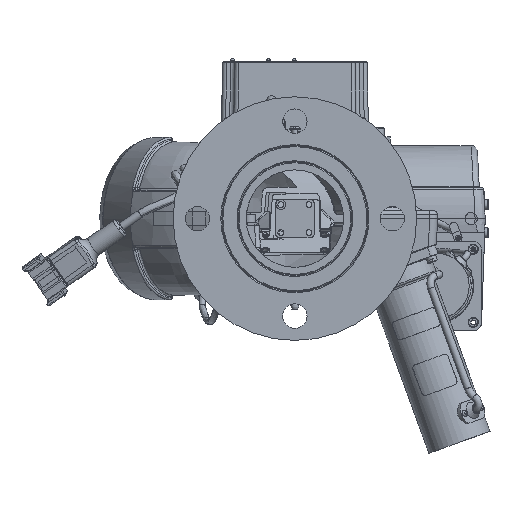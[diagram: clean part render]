
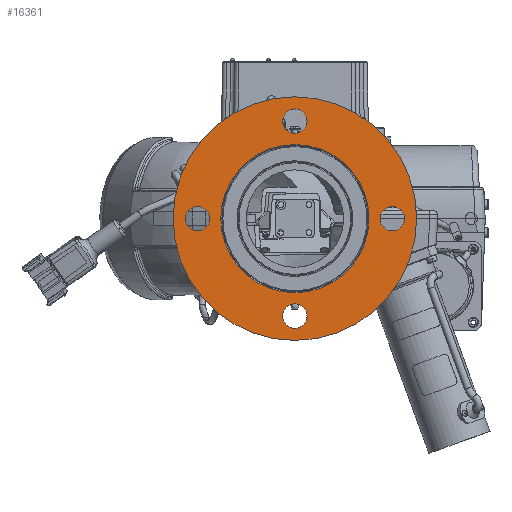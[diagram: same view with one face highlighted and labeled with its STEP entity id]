
A CAD part, front view. The second image highlights one B-rep face of the part: STEP entity #16361.
In plain terms, the highlighted planar face has unit normal (0, -1, 0).
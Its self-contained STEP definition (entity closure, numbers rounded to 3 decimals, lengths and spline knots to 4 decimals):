
#2003 = CIRCLE ( 'NONE', #70139, 0.375 ) ;
#3498 = DIRECTION ( 'NONE',  ( 1., 0., 0. ) ) ;
#4907 = ORIENTED_EDGE ( 'NONE', *, *, #78426, .T. ) ;
#6094 = CIRCLE ( 'NONE', #52861, 0.375 ) ;
#6323 = CIRCLE ( 'NONE', #72494, 0.375 ) ;
#6884 = AXIS2_PLACEMENT_3D ( 'NONE', #104846, #21307, #76829 ) ;
#7662 = CARTESIAN_POINT ( 'NONE',  ( 0., -6.0145, -3. ) ) ;
#7896 = VERTEX_POINT ( 'NONE', #81098 ) ;
#7984 = CIRCLE ( 'NONE', #23547, 3.75 ) ;
#9100 = AXIS2_PLACEMENT_3D ( 'NONE', #40984, #104411, #11740 ) ;
#11740 = DIRECTION ( 'NONE',  ( -1., 0., 0. ) ) ;
#14429 = DIRECTION ( 'NONE',  ( 0., -1., 0. ) ) ;
#16361 = ADVANCED_FACE ( 'NONE', ( #103817, #77008, #95873, #67236, #30634, #86747 ), #68439, .F. ) ;
#20209 = DIRECTION ( 'NONE',  ( 0., 1., 0. ) ) ;
#21139 = EDGE_CURVE ( 'NONE', #30378, #30378, #2003, .T. ) ;
#21307 = DIRECTION ( 'NONE',  ( 0., 1., 0. ) ) ;
#22585 = VERTEX_POINT ( 'NONE', #59794 ) ;
#22746 = AXIS2_PLACEMENT_3D ( 'NONE', #29375, #20209, #96413 ) ;
#23547 = AXIS2_PLACEMENT_3D ( 'NONE', #107101, #14429, #3498 ) ;
#24974 = VERTEX_POINT ( 'NONE', #107903 ) ;
#25647 = EDGE_CURVE ( 'NONE', #98603, #98603, #7984, .T. ) ;
#26056 = CARTESIAN_POINT ( 'NONE',  ( -3., -6.0145, 0. ) ) ;
#27261 = DIRECTION ( 'NONE',  ( 0., 1., 0. ) ) ;
#29375 = CARTESIAN_POINT ( 'NONE',  ( 0., -6.0145, 0. ) ) ;
#30378 = VERTEX_POINT ( 'NONE', #51088 ) ;
#30634 = FACE_BOUND ( 'NONE', #114977, .T. ) ;
#32367 = CIRCLE ( 'NONE', #22746, 2.281 ) ;
#35260 = CARTESIAN_POINT ( 'NONE',  ( 0., -6.0145, 3. ) ) ;
#38345 = ORIENTED_EDGE ( 'NONE', *, *, #21139, .T. ) ;
#40984 = CARTESIAN_POINT ( 'NONE',  ( 0., -6.0145, 0. ) ) ;
#45030 = DIRECTION ( 'NONE',  ( -1., 0., 0. ) ) ;
#51088 = CARTESIAN_POINT ( 'NONE',  ( -0.375, -6.0145, -3. ) ) ;
#52861 = AXIS2_PLACEMENT_3D ( 'NONE', #26056, #27261, #119334 ) ;
#59794 = CARTESIAN_POINT ( 'NONE',  ( -0.375, -6.0145, 3. ) ) ;
#62065 = VERTEX_POINT ( 'NONE', #98018 ) ;
#67236 = FACE_BOUND ( 'NONE', #71151, .T. ) ;
#68439 = PLANE ( 'NONE',  #9100 ) ;
#68902 = ORIENTED_EDGE ( 'NONE', *, *, #88031, .T. ) ;
#70139 = AXIS2_PLACEMENT_3D ( 'NONE', #7662, #109466, #82674 ) ;
#70575 = CARTESIAN_POINT ( 'NONE',  ( 3.75, -6.0145, 0. ) ) ;
#71151 = EDGE_LOOP ( 'NONE', ( #108063 ) ) ;
#72494 = AXIS2_PLACEMENT_3D ( 'NONE', #35260, #91357, #45030 ) ;
#75686 = EDGE_LOOP ( 'NONE', ( #75763 ) ) ;
#75763 = ORIENTED_EDGE ( 'NONE', *, *, #109923, .T. ) ;
#76829 = DIRECTION ( 'NONE',  ( -1., 0., 0. ) ) ;
#77008 = FACE_BOUND ( 'NONE', #75686, .T. ) ;
#78426 = EDGE_CURVE ( 'NONE', #22585, #22585, #6323, .T. ) ;
#79693 = EDGE_LOOP ( 'NONE', ( #38345 ) ) ;
#81098 = CARTESIAN_POINT ( 'NONE',  ( 2.625, -6.0145, 0. ) ) ;
#82674 = DIRECTION ( 'NONE',  ( -1., 0., 0. ) ) ;
#85152 = EDGE_CURVE ( 'NONE', #7896, #7896, #106132, .T. ) ;
#86747 = FACE_BOUND ( 'NONE', #90787, .T. ) ;
#88031 = EDGE_CURVE ( 'NONE', #24974, #24974, #32367, .T. ) ;
#90787 = EDGE_LOOP ( 'NONE', ( #68902 ) ) ;
#91357 = DIRECTION ( 'NONE',  ( 0., 1., 0. ) ) ;
#95873 = FACE_BOUND ( 'NONE', #79693, .T. ) ;
#95877 = ORIENTED_EDGE ( 'NONE', *, *, #25647, .T. ) ;
#96413 = DIRECTION ( 'NONE',  ( -1., 0., 0. ) ) ;
#98018 = CARTESIAN_POINT ( 'NONE',  ( -3.375, -6.0145, 0. ) ) ;
#98603 = VERTEX_POINT ( 'NONE', #70575 ) ;
#103817 = FACE_OUTER_BOUND ( 'NONE', #117016, .T. ) ;
#104411 = DIRECTION ( 'NONE',  ( 0., 1., 0. ) ) ;
#104846 = CARTESIAN_POINT ( 'NONE',  ( 3., -6.0145, 0. ) ) ;
#106132 = CIRCLE ( 'NONE', #6884, 0.375 ) ;
#107101 = CARTESIAN_POINT ( 'NONE',  ( 0., -6.0145, 0. ) ) ;
#107903 = CARTESIAN_POINT ( 'NONE',  ( -2.281, -6.0145, 0. ) ) ;
#108063 = ORIENTED_EDGE ( 'NONE', *, *, #85152, .T. ) ;
#109466 = DIRECTION ( 'NONE',  ( 0., 1., 0. ) ) ;
#109923 = EDGE_CURVE ( 'NONE', #62065, #62065, #6094, .T. ) ;
#114977 = EDGE_LOOP ( 'NONE', ( #4907 ) ) ;
#117016 = EDGE_LOOP ( 'NONE', ( #95877 ) ) ;
#119334 = DIRECTION ( 'NONE',  ( -1., 0., 0. ) ) ;
